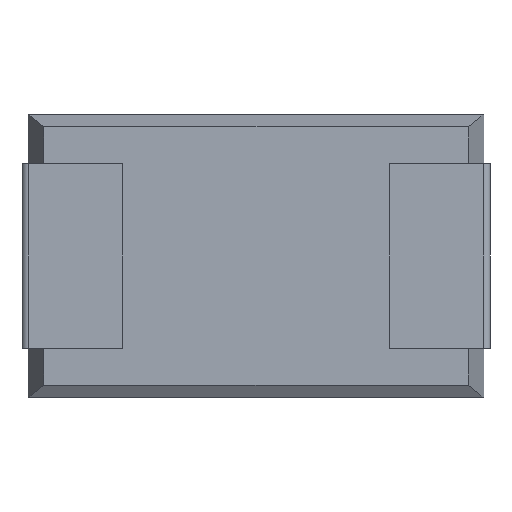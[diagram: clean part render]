
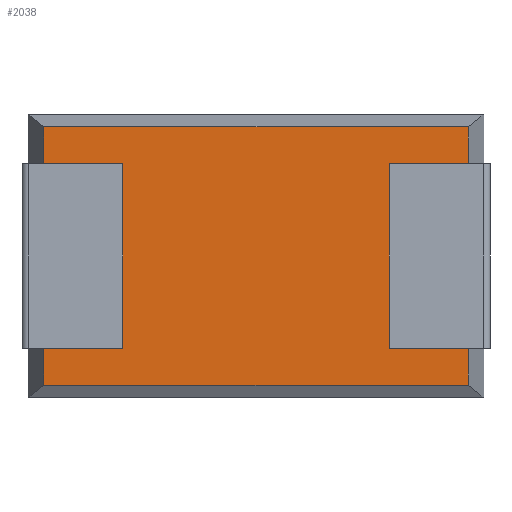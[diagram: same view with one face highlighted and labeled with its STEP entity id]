
A CAD part, front view. The second image highlights one B-rep face of the part: STEP entity #2038.
In plain terms, the highlighted planar face has unit normal (0, -1, 0).
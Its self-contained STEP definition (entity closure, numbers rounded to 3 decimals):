
#4 = DIRECTION ( 'NONE',  ( -1., 0., 0. ) ) ;
#34 = CARTESIAN_POINT ( 'NONE',  ( 7.15, 0., -3.8 ) ) ;
#100 = LINE ( 'NONE', #310, #2836 ) ;
#156 = VERTEX_POINT ( 'NONE', #2133 ) ;
#166 = EDGE_CURVE ( 'NONE', #1940, #2204, #2901, .T. ) ;
#193 = ORIENTED_EDGE ( 'NONE', *, *, #1165, .T. ) ;
#219 = VECTOR ( 'NONE', #2192, 1000. ) ;
#220 = FACE_OUTER_BOUND ( 'NONE', #1998, .T. ) ;
#271 = VECTOR ( 'NONE', #1891, 1000. ) ;
#272 = VERTEX_POINT ( 'NONE', #2979 ) ;
#310 = CARTESIAN_POINT ( 'NONE',  ( 0.25, 0., -4.6 ) ) ;
#343 = ORIENTED_EDGE ( 'NONE', *, *, #1958, .F. ) ;
#372 = VECTOR ( 'NONE', #1279, 1000. ) ;
#383 = VERTEX_POINT ( 'NONE', #546 ) ;
#411 = VERTEX_POINT ( 'NONE', #2355 ) ;
#458 = CARTESIAN_POINT ( 'NONE',  ( 1.538, 0., -3.8 ) ) ;
#504 = EDGE_CURVE ( 'NONE', #156, #644, #1328, .T. ) ;
#532 = CARTESIAN_POINT ( 'NONE',  ( 1.538, 0., -3.8 ) ) ;
#546 = CARTESIAN_POINT ( 'NONE',  ( 7.15, 0., -0.2 ) ) ;
#562 = EDGE_CURVE ( 'NONE', #856, #411, #2021, .T. ) ;
#590 = ORIENTED_EDGE ( 'NONE', *, *, #2803, .T. ) ;
#600 = CARTESIAN_POINT ( 'NONE',  ( 7.15, 0., -4.6 ) ) ;
#644 = VERTEX_POINT ( 'NONE', #2571 ) ;
#652 = CARTESIAN_POINT ( 'NONE',  ( 7.15, 0., -4.4 ) ) ;
#720 = DIRECTION ( 'NONE',  ( 0., 0., -1. ) ) ;
#726 = EDGE_CURVE ( 'NONE', #2204, #1651, #1478, .T. ) ;
#795 = CARTESIAN_POINT ( 'NONE',  ( 7.15, 0., -4.6 ) ) ;
#856 = VERTEX_POINT ( 'NONE', #950 ) ;
#872 = ORIENTED_EDGE ( 'NONE', *, *, #1444, .F. ) ;
#877 = DIRECTION ( 'NONE',  ( 1., 0., 0. ) ) ;
#950 = CARTESIAN_POINT ( 'NONE',  ( 5.862, 0., -0.8 ) ) ;
#959 = EDGE_CURVE ( 'NONE', #1613, #2054, #1209, .T. ) ;
#966 = CARTESIAN_POINT ( 'NONE',  ( 0.25, 0., -4.6 ) ) ;
#970 = ORIENTED_EDGE ( 'NONE', *, *, #166, .F. ) ;
#975 = DIRECTION ( 'NONE',  ( 0., 0., 1. ) ) ;
#983 = EDGE_CURVE ( 'NONE', #1940, #2054, #1036, .T. ) ;
#1012 = ORIENTED_EDGE ( 'NONE', *, *, #504, .F. ) ;
#1036 = LINE ( 'NONE', #795, #2551 ) ;
#1101 = DIRECTION ( 'NONE',  ( 0., 0., 1. ) ) ;
#1140 = PLANE ( 'NONE',  #1544 ) ;
#1165 = EDGE_CURVE ( 'NONE', #1613, #856, #2276, .T. ) ;
#1209 = LINE ( 'NONE', #2648, #1915 ) ;
#1216 = ORIENTED_EDGE ( 'NONE', *, *, #983, .T. ) ;
#1243 = CARTESIAN_POINT ( 'NONE',  ( 0.25, 0., -0.2 ) ) ;
#1279 = DIRECTION ( 'NONE',  ( -1., 0., 0. ) ) ;
#1328 = LINE ( 'NONE', #2205, #372 ) ;
#1362 = VECTOR ( 'NONE', #2921, 1000. ) ;
#1386 = EDGE_CURVE ( 'NONE', #272, #1651, #1879, .T. ) ;
#1404 = CARTESIAN_POINT ( 'NONE',  ( 0.25, 0., -3.8 ) ) ;
#1444 = EDGE_CURVE ( 'NONE', #644, #2436, #100, .T. ) ;
#1478 = LINE ( 'NONE', #966, #2162 ) ;
#1482 = DIRECTION ( 'NONE',  ( 1., 0., 0. ) ) ;
#1515 = ORIENTED_EDGE ( 'NONE', *, *, #2775, .T. ) ;
#1544 = AXIS2_PLACEMENT_3D ( 'NONE', #2338, #2440, #720 ) ;
#1613 = VERTEX_POINT ( 'NONE', #2485 ) ;
#1651 = VERTEX_POINT ( 'NONE', #1404 ) ;
#1669 = DIRECTION ( 'NONE',  ( 0., 0., 1. ) ) ;
#1748 = CARTESIAN_POINT ( 'NONE',  ( 7.4, 0., -4.4 ) ) ;
#1879 = LINE ( 'NONE', #532, #271 ) ;
#1891 = DIRECTION ( 'NONE',  ( -1., 0., 0. ) ) ;
#1915 = VECTOR ( 'NONE', #1482, 1000. ) ;
#1940 = VERTEX_POINT ( 'NONE', #652 ) ;
#1946 = DIRECTION ( 'NONE',  ( 0., 0., 1. ) ) ;
#1958 = EDGE_CURVE ( 'NONE', #272, #156, #2510, .T. ) ;
#1998 = EDGE_LOOP ( 'NONE', ( #1216, #2091, #193, #2763, #1515, #590, #872, #1012, #343, #2446, #2187, #970 ) ) ;
#2021 = LINE ( 'NONE', #2724, #2696 ) ;
#2038 = ADVANCED_FACE ( 'NONE', ( #220 ), #1140, .T. ) ;
#2054 = VERTEX_POINT ( 'NONE', #34 ) ;
#2060 = CARTESIAN_POINT ( 'NONE',  ( 0.25, 0., -4.4 ) ) ;
#2091 = ORIENTED_EDGE ( 'NONE', *, *, #959, .F. ) ;
#2133 = CARTESIAN_POINT ( 'NONE',  ( 1.538, 0., -0.8 ) ) ;
#2162 = VECTOR ( 'NONE', #1669, 1000. ) ;
#2187 = ORIENTED_EDGE ( 'NONE', *, *, #726, .F. ) ;
#2192 = DIRECTION ( 'NONE',  ( -1., 0., 0. ) ) ;
#2204 = VERTEX_POINT ( 'NONE', #2060 ) ;
#2205 = CARTESIAN_POINT ( 'NONE',  ( 1.538, 0., -0.8 ) ) ;
#2225 = VECTOR ( 'NONE', #4, 1000. ) ;
#2276 = LINE ( 'NONE', #2935, #2406 ) ;
#2338 = CARTESIAN_POINT ( 'NONE',  ( 0., 0., 0. ) ) ;
#2355 = CARTESIAN_POINT ( 'NONE',  ( 7.15, 0., -0.8 ) ) ;
#2406 = VECTOR ( 'NONE', #1101, 1000. ) ;
#2436 = VERTEX_POINT ( 'NONE', #1243 ) ;
#2440 = DIRECTION ( 'NONE',  ( 0., -1., 0. ) ) ;
#2446 = ORIENTED_EDGE ( 'NONE', *, *, #1386, .T. ) ;
#2477 = LINE ( 'NONE', #600, #1362 ) ;
#2485 = CARTESIAN_POINT ( 'NONE',  ( 5.862, 0., -3.8 ) ) ;
#2510 = LINE ( 'NONE', #458, #2558 ) ;
#2551 = VECTOR ( 'NONE', #1946, 1000. ) ;
#2558 = VECTOR ( 'NONE', #2761, 1000. ) ;
#2559 = CARTESIAN_POINT ( 'NONE',  ( 7.4, 0., -0.2 ) ) ;
#2571 = CARTESIAN_POINT ( 'NONE',  ( 0.25, 0., -0.8 ) ) ;
#2648 = CARTESIAN_POINT ( 'NONE',  ( 5.862, 0., -3.8 ) ) ;
#2696 = VECTOR ( 'NONE', #877, 1000. ) ;
#2724 = CARTESIAN_POINT ( 'NONE',  ( 5.862, 0., -0.8 ) ) ;
#2743 = LINE ( 'NONE', #2559, #2225 ) ;
#2761 = DIRECTION ( 'NONE',  ( 0., 0., 1. ) ) ;
#2763 = ORIENTED_EDGE ( 'NONE', *, *, #562, .T. ) ;
#2775 = EDGE_CURVE ( 'NONE', #411, #383, #2477, .T. ) ;
#2803 = EDGE_CURVE ( 'NONE', #383, #2436, #2743, .T. ) ;
#2836 = VECTOR ( 'NONE', #975, 1000. ) ;
#2901 = LINE ( 'NONE', #1748, #219 ) ;
#2921 = DIRECTION ( 'NONE',  ( 0., 0., 1. ) ) ;
#2935 = CARTESIAN_POINT ( 'NONE',  ( 5.862, 0., -3.8 ) ) ;
#2979 = CARTESIAN_POINT ( 'NONE',  ( 1.538, 0., -3.8 ) ) ;
